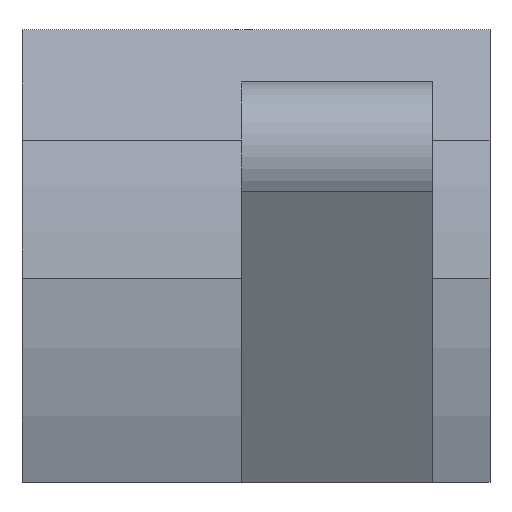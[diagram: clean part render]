
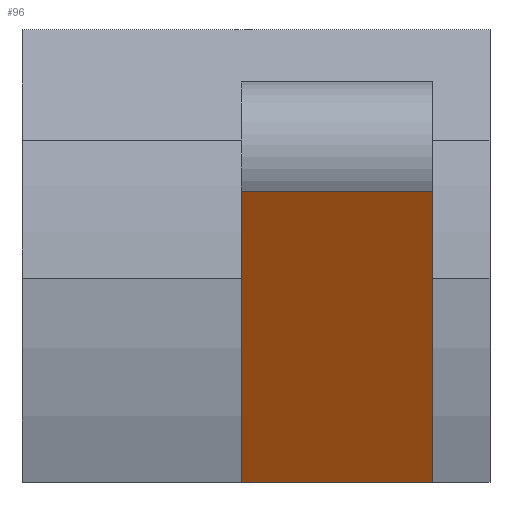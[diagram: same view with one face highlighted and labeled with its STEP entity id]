
A CAD part, top view. The second image highlights one B-rep face of the part: STEP entity #96.
In plain terms, the highlighted planar face has unit normal (0, -0.51, 0.86).
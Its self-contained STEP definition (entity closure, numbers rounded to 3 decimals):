
#5 = CARTESIAN_POINT ( 'NONE',  ( -0.933, 17.148, -28.892 ) ) ;
#26 = VECTOR ( 'NONE', #167, 1000. ) ;
#40 = EDGE_CURVE ( 'NONE', #371, #254, #385, .T. ) ;
#43 = DIRECTION ( 'NONE',  ( 0., -0.86, -0.51 ) ) ;
#53 = PLANE ( 'NONE',  #144 ) ;
#55 = EDGE_CURVE ( 'NONE', #286, #371, #529, .T. ) ;
#57 = EDGE_LOOP ( 'NONE', ( #161, #242, #463, #276 ) ) ;
#65 = LINE ( 'NONE', #542, #466 ) ;
#78 = CARTESIAN_POINT ( 'NONE',  ( -0.933, 59.177, -3.947 ) ) ;
#90 = DIRECTION ( 'NONE',  ( 0., -0.51, 0.86 ) ) ;
#96 = ADVANCED_FACE ( 'NONE', ( #475 ), #53, .T. ) ;
#122 = DIRECTION ( 'NONE',  ( 1., 0., 0. ) ) ;
#133 = CARTESIAN_POINT ( 'NONE',  ( -0.933, 17.148, -28.892 ) ) ;
#141 = CARTESIAN_POINT ( 'NONE',  ( -0.933, 59.177, -3.947 ) ) ;
#144 = AXIS2_PLACEMENT_3D ( 'NONE', #5, #90, #521 ) ;
#147 = CARTESIAN_POINT ( 'NONE',  ( 20.067, 27.225, -22.911 ) ) ;
#161 = ORIENTED_EDGE ( 'NONE', *, *, #266, .F. ) ;
#167 = DIRECTION ( 'NONE',  ( 1., 0., 0. ) ) ;
#242 = ORIENTED_EDGE ( 'NONE', *, *, #562, .F. ) ;
#254 = VERTEX_POINT ( 'NONE', #147 ) ;
#266 = EDGE_CURVE ( 'NONE', #292, #254, #65, .T. ) ;
#268 = CARTESIAN_POINT ( 'NONE',  ( -0.933, 27.225, -22.911 ) ) ;
#276 = ORIENTED_EDGE ( 'NONE', *, *, #40, .T. ) ;
#286 = VERTEX_POINT ( 'NONE', #141 ) ;
#292 = VERTEX_POINT ( 'NONE', #483 ) ;
#327 = DIRECTION ( 'NONE',  ( 0., -0.86, -0.51 ) ) ;
#371 = VERTEX_POINT ( 'NONE', #268 ) ;
#385 = LINE ( 'NONE', #556, #26 ) ;
#388 = VECTOR ( 'NONE', #122, 1000. ) ;
#463 = ORIENTED_EDGE ( 'NONE', *, *, #55, .T. ) ;
#465 = LINE ( 'NONE', #78, #388 ) ;
#466 = VECTOR ( 'NONE', #327, 1000. ) ;
#475 = FACE_OUTER_BOUND ( 'NONE', #57, .T. ) ;
#483 = CARTESIAN_POINT ( 'NONE',  ( 20.067, 59.177, -3.947 ) ) ;
#521 = DIRECTION ( 'NONE',  ( 0., -0.86, -0.51 ) ) ;
#526 = VECTOR ( 'NONE', #43, 1000. ) ;
#529 = LINE ( 'NONE', #133, #526 ) ;
#542 = CARTESIAN_POINT ( 'NONE',  ( 20.067, 17.148, -28.892 ) ) ;
#556 = CARTESIAN_POINT ( 'NONE',  ( -0.933, 27.225, -22.911 ) ) ;
#562 = EDGE_CURVE ( 'NONE', #286, #292, #465, .T. ) ;
